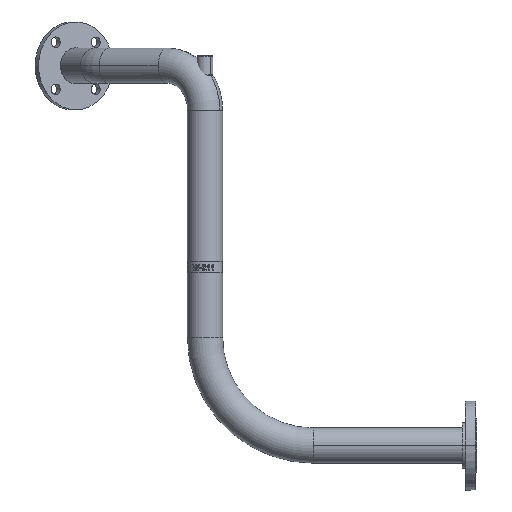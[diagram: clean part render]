
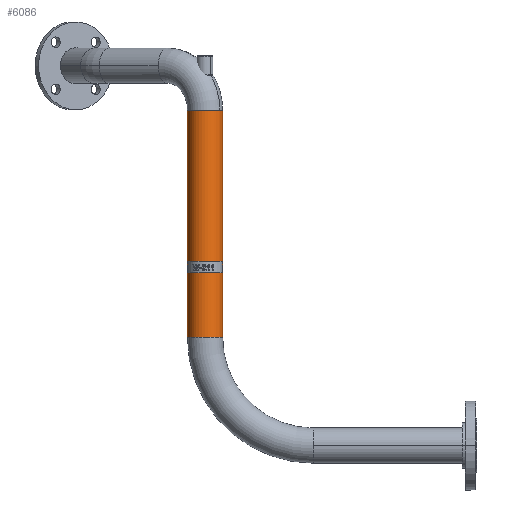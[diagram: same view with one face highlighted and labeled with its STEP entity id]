
A CAD part, top view. The second image highlights one B-rep face of the part: STEP entity #6086.
In plain terms, the highlighted cylindrical face has radius 30.15 mm (diameter 60.3 mm), a partial arc.
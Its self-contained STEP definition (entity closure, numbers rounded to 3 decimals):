
#197 = LINE ( 'NONE', #2951, #789 ) ;
#583 = FACE_OUTER_BOUND ( 'NONE', #2783, .T. ) ;
#789 = VECTOR ( 'NONE', #2819, 1000. ) ;
#877 = DIRECTION ( 'NONE',  ( -1., 0., 0. ) ) ;
#883 = VERTEX_POINT ( 'NONE', #4159 ) ;
#953 = AXIS2_PLACEMENT_3D ( 'NONE', #6662, #7414, #6711 ) ;
#1124 = DIRECTION ( 'NONE',  ( 1., 0., 0. ) ) ;
#1259 = CIRCLE ( 'NONE', #1986, 30.15 ) ;
#1529 = AXIS2_PLACEMENT_3D ( 'NONE', #1899, #1124, #8001 ) ;
#1715 = VERTEX_POINT ( 'NONE', #1972 ) ;
#1779 = EDGE_CURVE ( 'NONE', #3065, #883, #7570, .T. ) ;
#1899 = CARTESIAN_POINT ( 'NONE',  ( 185., 725., 0. ) ) ;
#1972 = CARTESIAN_POINT ( 'NONE',  ( 185., 755.15, 0. ) ) ;
#1986 = AXIS2_PLACEMENT_3D ( 'NONE', #2220, #4300, #2939 ) ;
#2102 = ORIENTED_EDGE ( 'NONE', *, *, #1779, .F. ) ;
#2220 = CARTESIAN_POINT ( 'NONE',  ( 574., 725., 0. ) ) ;
#2740 = ORIENTED_EDGE ( 'NONE', *, *, #4511, .T. ) ;
#2783 = EDGE_LOOP ( 'NONE', ( #7132, #2740, #8641, #2102 ) ) ;
#2819 = DIRECTION ( 'NONE',  ( -1., 0., 0. ) ) ;
#2939 = DIRECTION ( 'NONE',  ( 0., 0., 1. ) ) ;
#2951 = CARTESIAN_POINT ( 'NONE',  ( 725., 755.15, 0. ) ) ;
#3065 = VERTEX_POINT ( 'NONE', #6616 ) ;
#3508 = VECTOR ( 'NONE', #877, 1000. ) ;
#4159 = CARTESIAN_POINT ( 'NONE',  ( 185., 694.85, 0. ) ) ;
#4300 = DIRECTION ( 'NONE',  ( 1., 0., 0. ) ) ;
#4511 = EDGE_CURVE ( 'NONE', #5657, #1715, #197, .T. ) ;
#5657 = VERTEX_POINT ( 'NONE', #7306 ) ;
#6086 = ADVANCED_FACE ( 'NONE', ( #583 ), #8844, .T. ) ;
#6120 = EDGE_CURVE ( 'NONE', #1715, #883, #7831, .T. ) ;
#6616 = CARTESIAN_POINT ( 'NONE',  ( 574., 694.85, 0. ) ) ;
#6662 = CARTESIAN_POINT ( 'NONE',  ( 725., 725., 0. ) ) ;
#6711 = DIRECTION ( 'NONE',  ( 0., -1., 0. ) ) ;
#7132 = ORIENTED_EDGE ( 'NONE', *, *, #8700, .F. ) ;
#7306 = CARTESIAN_POINT ( 'NONE',  ( 574., 755.15, 0. ) ) ;
#7414 = DIRECTION ( 'NONE',  ( -1., 0., 0. ) ) ;
#7570 = LINE ( 'NONE', #7611, #3508 ) ;
#7611 = CARTESIAN_POINT ( 'NONE',  ( 725., 694.85, 0. ) ) ;
#7831 = CIRCLE ( 'NONE', #1529, 30.15 ) ;
#8001 = DIRECTION ( 'NONE',  ( 0., 1., 0. ) ) ;
#8641 = ORIENTED_EDGE ( 'NONE', *, *, #6120, .T. ) ;
#8700 = EDGE_CURVE ( 'NONE', #5657, #3065, #1259, .T. ) ;
#8844 = CYLINDRICAL_SURFACE ( 'NONE', #953, 30.15 ) ;
